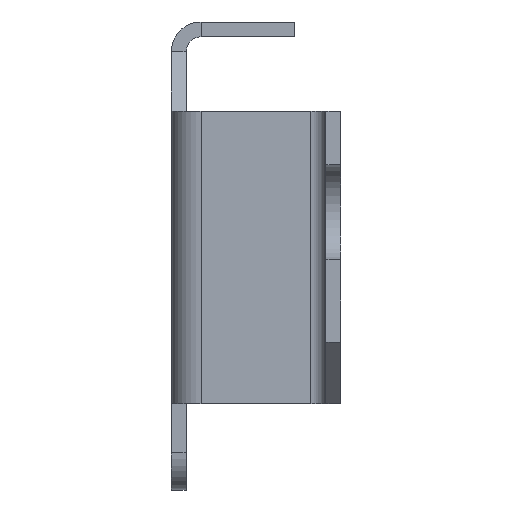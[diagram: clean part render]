
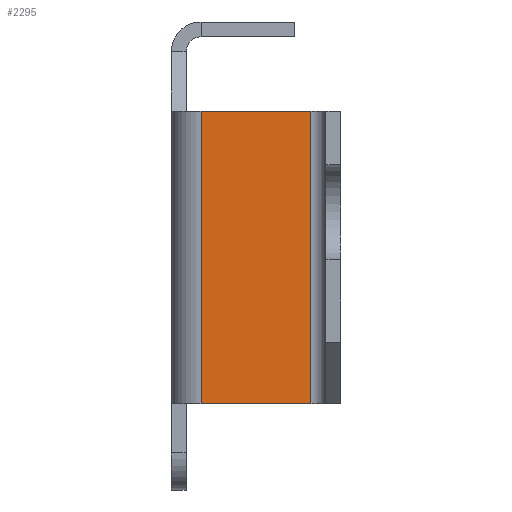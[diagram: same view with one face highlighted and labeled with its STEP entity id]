
A CAD part, left-side view. The second image highlights one B-rep face of the part: STEP entity #2295.
In plain terms, the highlighted planar face has unit normal (-1, 0, 0).
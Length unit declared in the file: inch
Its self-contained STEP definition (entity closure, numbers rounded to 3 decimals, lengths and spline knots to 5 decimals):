
#901 = LINE ( 'NONE', #947, #946 ) ;
#945 = DIRECTION ( 'NONE',  ( 0., 0., -1. ) ) ;
#946 = VECTOR ( 'NONE', #945, 39.37008 ) ;
#947 = CARTESIAN_POINT ( 'NONE',  ( -0.1575, -0.084, -0.1385 ) ) ;
#948 = VECTOR ( 'NONE', #997, 39.37008 ) ;
#949 = CARTESIAN_POINT ( 'NONE',  ( -0.1575, -0.01, -0.04 ) ) ;
#950 = LINE ( 'NONE', #949, #948 ) ;
#997 = DIRECTION ( 'NONE',  ( 0., 0., 1. ) ) ;
#1023 = CARTESIAN_POINT ( 'NONE',  ( -0.1575, -0.01, -0.237 ) ) ;
#1058 = CARTESIAN_POINT ( 'NONE',  ( -0.1575, -0.084, -0.04 ) ) ;
#1184 = DIRECTION ( 'NONE',  ( 0., -1., 0. ) ) ;
#1185 = VECTOR ( 'NONE', #1184, 39.37008 ) ;
#1186 = CARTESIAN_POINT ( 'NONE',  ( -0.1575, -0.084, -0.04 ) ) ;
#1187 = LINE ( 'NONE', #1186, #1185 ) ;
#1192 = DIRECTION ( 'NONE',  ( 0., 1., 0. ) ) ;
#1193 = VECTOR ( 'NONE', #1192, 39.37008 ) ;
#1194 = CARTESIAN_POINT ( 'NONE',  ( -0.1575, 0., -0.237 ) ) ;
#1195 = LINE ( 'NONE', #1194, #1193 ) ;
#1196 = CARTESIAN_POINT ( 'NONE',  ( -0.1575, -0.084, -0.237 ) ) ;
#1197 = DIRECTION ( 'NONE',  ( 0., -1., 0. ) ) ;
#1198 = DIRECTION ( 'NONE',  ( 1., 0., 0. ) ) ;
#1199 = CARTESIAN_POINT ( 'NONE',  ( -0.1575, -0.084, -0.04 ) ) ;
#1200 = AXIS2_PLACEMENT_3D ( 'NONE', #1199, #1198, #1197 ) ;
#1201 = PLANE ( 'NONE',  #1200 ) ;
#1202 = FACE_OUTER_BOUND ( 'NONE', #2288, .T. ) ;
#1245 = CARTESIAN_POINT ( 'NONE',  ( -0.1575, -0.01, -0.04 ) ) ;
#2112 = VERTEX_POINT ( 'NONE', #1023 ) ;
#2144 = EDGE_CURVE ( 'NONE', #2112, #2311, #950, .T. ) ;
#2194 = EDGE_CURVE ( 'NONE', #2216, #2296, #901, .T. ) ;
#2216 = VERTEX_POINT ( 'NONE', #1058 ) ;
#2256 = EDGE_CURVE ( 'NONE', #2311, #2216, #1187, .T. ) ;
#2262 = ORIENTED_EDGE ( 'NONE', *, *, #2256, .F. ) ;
#2288 = EDGE_LOOP ( 'NONE', ( #2297, #2301, #2309, #2262 ) ) ;
#2295 = ADVANCED_FACE ( 'NONE', ( #1202 ), #1201, .F. ) ;
#2296 = VERTEX_POINT ( 'NONE', #1196 ) ;
#2297 = ORIENTED_EDGE ( 'NONE', *, *, #2144, .F. ) ;
#2301 = ORIENTED_EDGE ( 'NONE', *, *, #2302, .F. ) ;
#2302 = EDGE_CURVE ( 'NONE', #2296, #2112, #1195, .T. ) ;
#2309 = ORIENTED_EDGE ( 'NONE', *, *, #2194, .F. ) ;
#2311 = VERTEX_POINT ( 'NONE', #1245 ) ;
